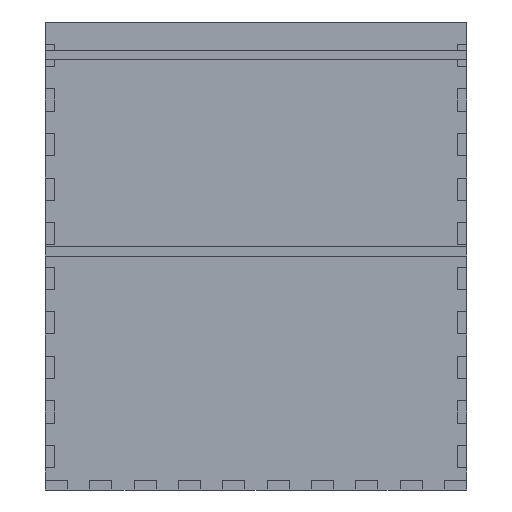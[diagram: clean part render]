
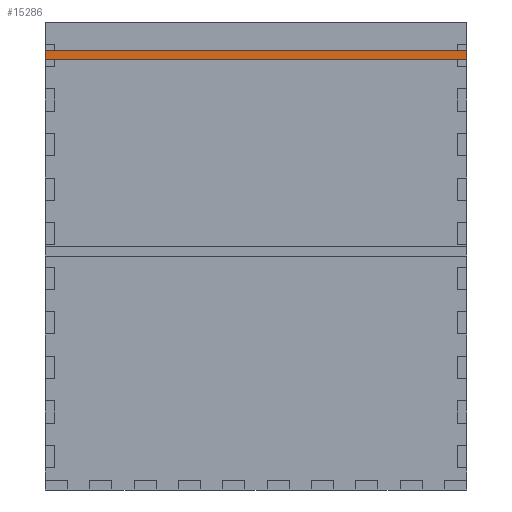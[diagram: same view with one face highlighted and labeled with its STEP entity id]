
A CAD part, front view. The second image highlights one B-rep face of the part: STEP entity #15286.
In plain terms, the highlighted planar face has unit normal (0, -1, 0).
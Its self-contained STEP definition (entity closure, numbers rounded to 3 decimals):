
#786=FACE_OUTER_BOUND('',#1570,.T.);
#1570=EDGE_LOOP('',(#13619,#13620,#13621,#13622));
#3535=LINE('',#26718,#5689);
#3573=LINE('',#26793,#5727);
#3640=LINE('',#26928,#5794);
#3646=LINE('',#26939,#5800);
#5689=VECTOR('',#19301,10.);
#5727=VECTOR('',#19341,10.);
#5794=VECTOR('',#19476,10.);
#5800=VECTOR('',#19488,10.);
#7211=VERTEX_POINT('',#26715);
#7212=VERTEX_POINT('',#26717);
#7248=VERTEX_POINT('',#26791);
#7282=VERTEX_POINT('',#26927);
#9299=EDGE_CURVE('',#7212,#7211,#3535,.T.);
#9337=EDGE_CURVE('',#7211,#7248,#3573,.T.);
#9404=EDGE_CURVE('',#7282,#7212,#3640,.T.);
#9410=EDGE_CURVE('',#7248,#7282,#3646,.T.);
#13619=ORIENTED_EDGE('',*,*,#9410,.T.);
#13620=ORIENTED_EDGE('',*,*,#9404,.T.);
#13621=ORIENTED_EDGE('',*,*,#9299,.T.);
#13622=ORIENTED_EDGE('',*,*,#9337,.T.);
#14550=PLANE('',#16036);
#15286=ADVANCED_FACE('',(#786),#14550,.T.);
#16036=AXIS2_PLACEMENT_3D('',#26940,#19489,#19490);
#19301=DIRECTION('',(0.,0.,1.));
#19341=DIRECTION('',(-1.,0.,0.));
#19476=DIRECTION('',(1.,0.,0.));
#19488=DIRECTION('',(0.,0.,-1.));
#19489=DIRECTION('center_axis',(0.,-1.,0.));
#19490=DIRECTION('ref_axis',(0.,0.,-1.));
#26715=CARTESIAN_POINT('',(180.,-150.,188.));
#26717=CARTESIAN_POINT('',(180.,-150.,184.));
#26718=CARTESIAN_POINT('',(180.,-150.,188.));
#26791=CARTESIAN_POINT('',(0.,-150.,188.));
#26793=CARTESIAN_POINT('',(0.,-150.,188.));
#26927=CARTESIAN_POINT('',(0.,-150.,184.));
#26928=CARTESIAN_POINT('',(180.,-150.,184.));
#26939=CARTESIAN_POINT('',(0.,-150.,184.));
#26940=CARTESIAN_POINT('Origin',(90.,-150.,186.));
